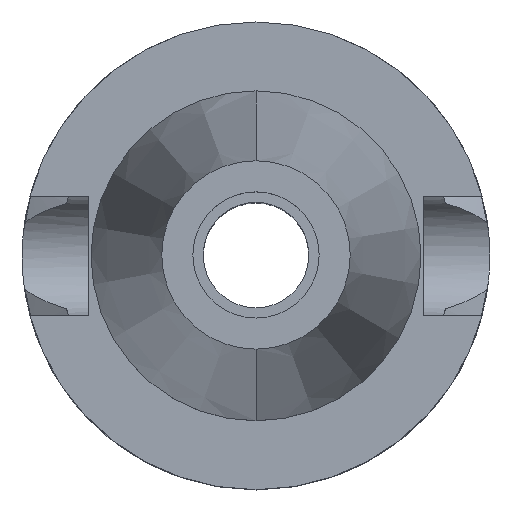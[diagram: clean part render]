
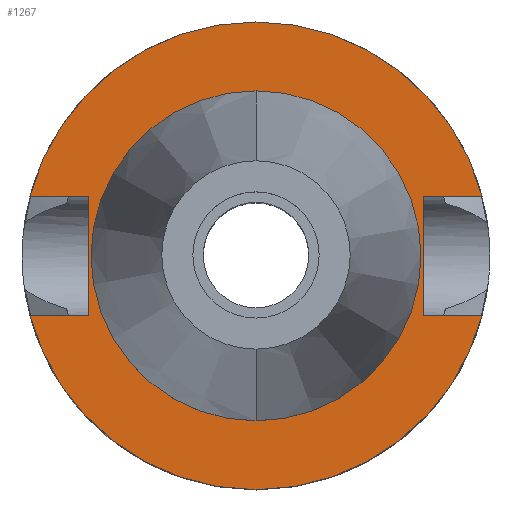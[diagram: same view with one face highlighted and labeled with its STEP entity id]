
A CAD part, top view. The second image highlights one B-rep face of the part: STEP entity #1267.
In plain terms, the highlighted planar face has unit normal (0, 0, 1).
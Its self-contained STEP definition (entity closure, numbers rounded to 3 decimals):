
#121=DIRECTION('',(0.,1.,0.));
#122=VECTOR('',#121,16.1);
#123=CARTESIAN_POINT('',(-22.5,-8.05,-2.));
#124=LINE('',#123,#122);
#128=DIRECTION('',(-1.,0.,0.));
#129=VECTOR('',#128,7.954);
#130=CARTESIAN_POINT('',(-22.5,8.05,-2.));
#131=LINE('',#130,#129);
#135=CARTESIAN_POINT('',(0.,0.,-2.));
#136=DIRECTION('',(0.,0.,-1.));
#137=DIRECTION('',(-0.967,0.256,0.));
#138=AXIS2_PLACEMENT_3D('',#135,#136,#137);
#143=CARTESIAN_POINT('',(0.,0.,-2.));
#144=DIRECTION('',(0.,0.,-1.));
#145=DIRECTION('',(0.,1.,0.));
#146=AXIS2_PLACEMENT_3D('',#143,#144,#145);
#151=DIRECTION('',(0.,-1.,0.));
#152=VECTOR('',#151,16.1);
#153=CARTESIAN_POINT('',(22.5,8.05,-2.));
#154=LINE('',#153,#152);
#158=DIRECTION('',(1.,0.,0.));
#159=VECTOR('',#158,7.954);
#160=CARTESIAN_POINT('',(22.5,-8.05,-2.));
#161=LINE('',#160,#159);
#165=CARTESIAN_POINT('',(0.,0.,-2.));
#166=DIRECTION('',(0.,0.,-1.));
#167=DIRECTION('',(0.967,-0.256,0.));
#168=AXIS2_PLACEMENT_3D('',#165,#166,#167);
#173=CARTESIAN_POINT('',(0.,0.,-2.));
#174=DIRECTION('',(0.,0.,-1.));
#175=DIRECTION('',(0.,-1.,0.));
#176=AXIS2_PLACEMENT_3D('',#173,#174,#175);
#181=CARTESIAN_POINT('',(0.,0.,-2.));
#182=DIRECTION('',(0.,0.,1.));
#183=DIRECTION('',(0.,-1.,0.));
#184=AXIS2_PLACEMENT_3D('',#181,#182,#183);
#189=CARTESIAN_POINT('',(0.,0.,-2.));
#190=DIRECTION('',(0.,0.,1.));
#191=DIRECTION('',(0.,1.,0.));
#192=AXIS2_PLACEMENT_3D('',#189,#190,#191);
#227=DIRECTION('',(-1.,0.,0.));
#228=VECTOR('',#227,7.954);
#229=CARTESIAN_POINT('',(-22.5,-8.05,-2.));
#230=LINE('',#229,#228);
#364=DIRECTION('',(1.,0.,0.));
#365=VECTOR('',#364,7.954);
#366=CARTESIAN_POINT('',(22.5,8.05,-2.));
#367=LINE('',#366,#365);
#1124=CARTESIAN_POINT('',(-22.5,-8.05,-2.));
#1125=VERTEX_POINT('',#1124);
#1126=CARTESIAN_POINT('',(-30.454,-8.05,-2.));
#1127=VERTEX_POINT('',#1126);
#1130=CARTESIAN_POINT('',(-22.5,8.05,-2.));
#1131=VERTEX_POINT('',#1130);
#1132=CARTESIAN_POINT('',(-30.454,8.05,-2.));
#1133=VERTEX_POINT('',#1132);
#1134=CARTESIAN_POINT('',(0.,31.5,-2.));
#1135=CARTESIAN_POINT('',(30.454,8.05,-2.));
#1136=VERTEX_POINT('',#1134);
#1137=VERTEX_POINT('',#1135);
#1138=CARTESIAN_POINT('',(22.5,8.05,-2.));
#1139=VERTEX_POINT('',#1138);
#1140=CARTESIAN_POINT('',(22.5,-8.05,-2.));
#1141=VERTEX_POINT('',#1140);
#1142=CARTESIAN_POINT('',(30.454,-8.05,-2.));
#1143=VERTEX_POINT('',#1142);
#1144=CARTESIAN_POINT('',(0.,-31.5,-2.));
#1145=VERTEX_POINT('',#1144);
#1146=CARTESIAN_POINT('',(0.,-22.225,-2.));
#1147=CARTESIAN_POINT('',(0.,22.225,-2.));
#1148=VERTEX_POINT('',#1146);
#1149=VERTEX_POINT('',#1147);
#1236=CARTESIAN_POINT('',(0.,0.,-2.));
#1237=DIRECTION('',(0.,0.,-1.));
#1238=DIRECTION('',(0.,-1.,0.));
#1239=AXIS2_PLACEMENT_3D('',#1236,#1237,#1238);
#1240=PLANE('',#1239);
#1242=ORIENTED_EDGE('',*,*,#1241,.T.);
#1244=ORIENTED_EDGE('',*,*,#1243,.T.);
#1246=ORIENTED_EDGE('',*,*,#1245,.T.);
#1248=ORIENTED_EDGE('',*,*,#1247,.T.);
#1250=ORIENTED_EDGE('',*,*,#1249,.F.);
#1252=ORIENTED_EDGE('',*,*,#1251,.T.);
#1254=ORIENTED_EDGE('',*,*,#1253,.T.);
#1256=ORIENTED_EDGE('',*,*,#1255,.T.);
#1258=ORIENTED_EDGE('',*,*,#1257,.T.);
#1260=ORIENTED_EDGE('',*,*,#1259,.F.);
#1261=EDGE_LOOP('',(#1242,#1244,#1246,#1248,#1250,#1252,#1254,#1256,#1258,
#1260));
#1262=FACE_OUTER_BOUND('',#1261,.F.);
#1263=ORIENTED_EDGE('',*,*,#1215,.T.);
#1264=ORIENTED_EDGE('',*,*,#1231,.T.);
#1265=EDGE_LOOP('',(#1263,#1264));
#1266=FACE_BOUND('',#1265,.F.);
#139=CIRCLE('',#138,31.5);
#147=CIRCLE('',#146,31.5);
#169=CIRCLE('',#168,31.5);
#177=CIRCLE('',#176,31.5);
#185=CIRCLE('',#184,22.225);
#193=CIRCLE('',#192,22.225);
#1215=EDGE_CURVE('',#1148,#1149,#185,.T.);
#1231=EDGE_CURVE('',#1149,#1148,#193,.T.);
#1241=EDGE_CURVE('',#1125,#1131,#124,.T.);
#1243=EDGE_CURVE('',#1131,#1133,#131,.T.);
#1245=EDGE_CURVE('',#1133,#1136,#139,.T.);
#1247=EDGE_CURVE('',#1136,#1137,#147,.T.);
#1249=EDGE_CURVE('',#1139,#1137,#367,.T.);
#1251=EDGE_CURVE('',#1139,#1141,#154,.T.);
#1253=EDGE_CURVE('',#1141,#1143,#161,.T.);
#1255=EDGE_CURVE('',#1143,#1145,#169,.T.);
#1257=EDGE_CURVE('',#1145,#1127,#177,.T.);
#1259=EDGE_CURVE('',#1125,#1127,#230,.T.);
#1267=ADVANCED_FACE('',(#1262,#1266),#1240,.F.);
